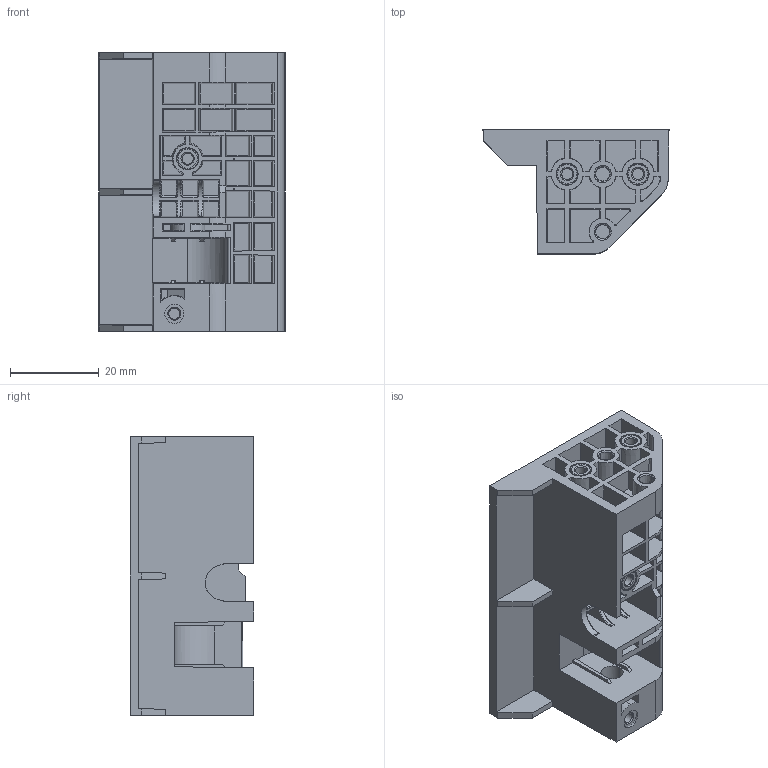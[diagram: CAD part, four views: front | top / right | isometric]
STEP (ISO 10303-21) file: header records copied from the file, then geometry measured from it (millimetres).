
FILE_DESCRIPTION (( 'STEP AP214' ), '1' );
FILE_NAME ('左前惰轮固定件.STEP', '2025-12-01T08:18:18', ( 'Windows 用户' ), ( '' ), 'SwSTEP 2.0', 'SolidWorks 2016', '' );
FILE_SCHEMA (( 'AUTOMOTIVE_DESIGN' ));
Length unit declared in the file: millimetre
Products named in the file (1): 酘ヶ嗉謫嘐隅璃
Bounding box: 42.03 x 28 x 63 mm (x, y, z)
Volume: 23246 mm3; surface area: 26617.6 mm2
Topology: 5 solids, 5 shells, 1369 faces, 3865 edges, 2561 vertices
Faces by surface type: cylinder 940, plane 339, cone 51, bspline 39
Entity records: 46759 total; most frequent: CARTESIAN_POINT 10051, DIRECTION 8174, ORIENTED_EDGE 7730, EDGE_CURVE 3865, AXIS2_PLACEMENT_3D 3215, VERTEX_POINT 2561, CIRCLE 1884, VECTOR 1744
